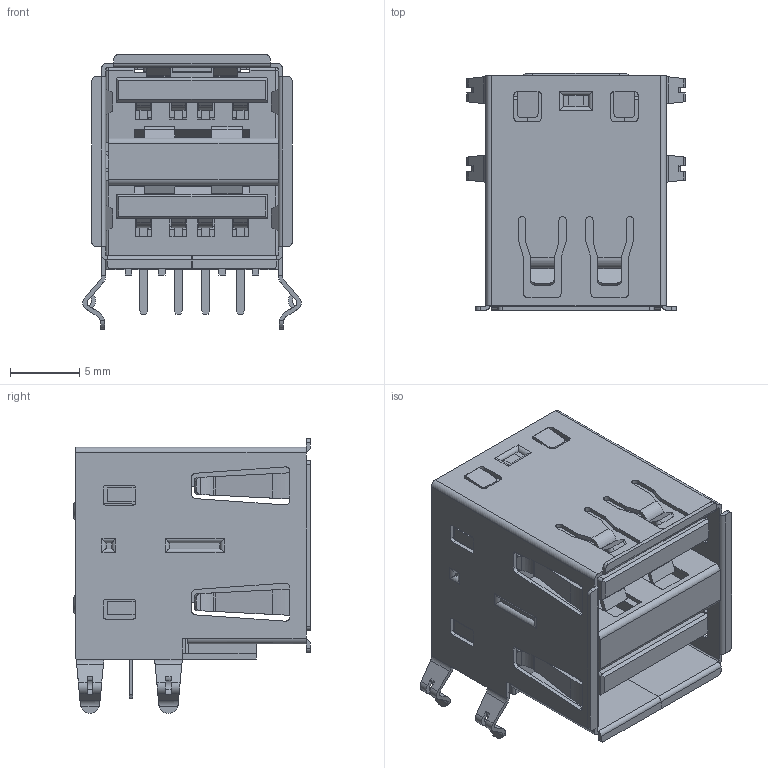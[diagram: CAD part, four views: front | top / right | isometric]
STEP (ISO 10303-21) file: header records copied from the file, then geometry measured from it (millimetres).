
FILE_DESCRIPTION(('STEP AP242'),'1');
FILE_NAME('61400826021.stp','2022-03-07T06:19:38',('TraceParts'),('TraceParts S.A.'),'Spatial InterOp 3D',' ',' ');
FILE_SCHEMA(('AP242_MANAGED_MODEL_BASED_3D_ENGINEERING_MIM_LF {1 0 10303 442 1 1 4}'));
Length unit declared in the file: millimetre
Products named in the file (1): 61400826021_1
Bounding box: 15.8 x 17.15 x 19.91 mm (x, y, z)
Volume: 1592.5 mm3; surface area: 5652.8 mm2
Topology: 12 solids, 12 shells, 1384 faces, 3984 edges, 2612 vertices
Faces by surface type: plane 918, cylinder 450, torus 12, bspline 2, sphere 2
Entity records: 47944 total; most frequent: CARTESIAN_POINT 8072, ORIENTED_EDGE 7964, DIRECTION 7656, EDGE_CURVE 3982, LINE 3056, VECTOR 3056, VERTEX_POINT 2612, AXIS2_PLACEMENT_3D 2300
